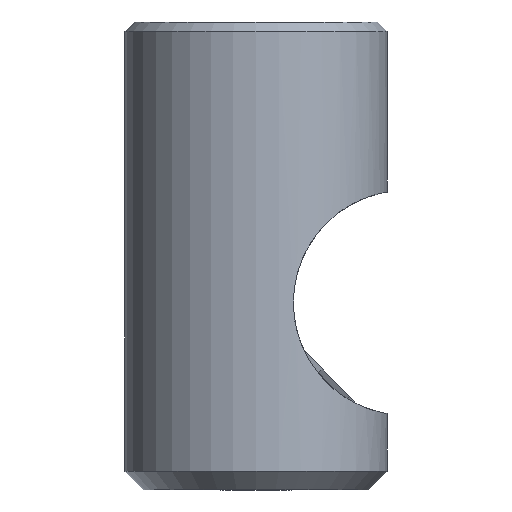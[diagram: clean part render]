
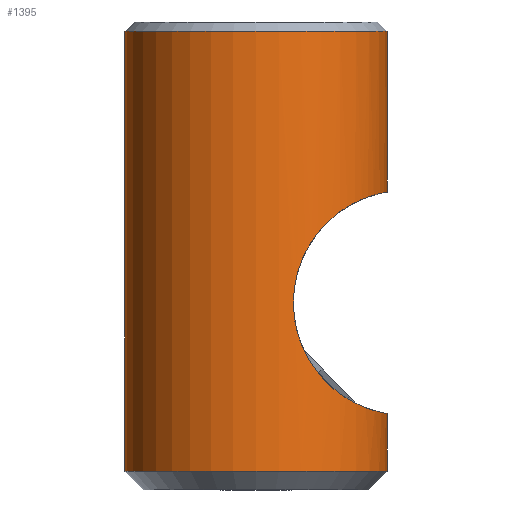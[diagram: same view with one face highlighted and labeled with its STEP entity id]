
A CAD part, front view. The second image highlights one B-rep face of the part: STEP entity #1395.
In plain terms, the highlighted cylindrical face has radius 7 mm (diameter 14 mm), a partial arc.
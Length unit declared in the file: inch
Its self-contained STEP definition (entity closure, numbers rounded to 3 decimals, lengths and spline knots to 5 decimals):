
#9 = CARTESIAN_POINT ( 'NONE',  ( 0.155, -0.22802, -0.17404 ) ) ;
#48 = CARTESIAN_POINT ( 'NONE',  ( 0.2415, -0.13424, 0.22468 ) ) ;
#75 = CARTESIAN_POINT ( 'NONE',  ( 0.1128, -0.2515, 0.12258 ) ) ;
#275 = EDGE_CURVE ( 'NONE', #4546, #1888, #4798, .T. ) ;
#333 = EDGE_CURVE ( 'NONE', #1426, #1888, #1869, .T. ) ;
#336 = CARTESIAN_POINT ( 'NONE',  ( 0.20815, -0.18168, -0.21108 ) ) ;
#410 = DIRECTION ( 'NONE',  ( 0., 0., 1. ) ) ;
#437 = CARTESIAN_POINT ( 'NONE',  ( 0.10373, -0.25538, -0.10619 ) ) ;
#477 = CARTESIAN_POINT ( 'NONE',  ( 0.20741, -0.18172, 0.21044 ) ) ;
#506 = CARTESIAN_POINT ( 'NONE',  ( 0.2734, -0.04004, 0.23258 ) ) ;
#542 = CARTESIAN_POINT ( 'NONE',  ( 0.14779, -0.23272, 0.16716 ) ) ;
#798 = B_SPLINE_CURVE_WITH_KNOTS ( 'NONE', 3,
 ( #3403, #2308, #4334, #6396, #3341, #5398, #4897, #336, #4615, #4513, #3502, #9, #4646, #1012, #4998, #3108, #3541, #437, #2010, #2616, #2577, #6067, #6035, #5530, #973, #3011, #4545, #937, #5631, #2081, #2546, #75, #2978, #5071, #3045, #542, #3074, #4577, #5138, #2483, #2108, #477, #4112, #6567, #48, #4138, #6166, #6104, #6539, #506, #1982, #1613 ),
 .UNSPECIFIED., .F., .F.,
 ( 4, 2, 2, 2, 2, 2, 2, 2, 2, 2, 2, 2, 2, 2, 2, 2, 2, 2, 2, 2, 2, 2, 2, 2, 2, 4 ),
 ( 0., 0.00151, 0.00303, 0.00454, 0.00606, 0.00681, 0.00757, 0.00833, 0.00908, 0.00984, 0.0106, 0.01135, 0.01211, 0.01287, 0.01362, 0.01514, 0.0159, 0.01665, 0.01741, 0.01817, 0.01892, 0.01968, 0.02119, 0.02195, 0.02271, 0.02422 ),
 .UNSPECIFIED. ) ;
#860 = DIRECTION ( 'NONE',  ( 0., 0., -1. ) ) ;
#929 = CARTESIAN_POINT ( 'NONE',  ( 0., 0., 0.57087 ) ) ;
#937 = CARTESIAN_POINT ( 'NONE',  ( 0.08184, -0.26316, 0.03942 ) ) ;
#973 = CARTESIAN_POINT ( 'NONE',  ( 0.07875, -0.2641, -0.01025 ) ) ;
#1012 = CARTESIAN_POINT ( 'NONE',  ( 0.1359, -0.23986, -0.15435 ) ) ;
#1047 = DIRECTION ( 'NONE',  ( 0., 0., 1. ) ) ;
#1110 = ORIENTED_EDGE ( 'NONE', *, *, #4090, .T. ) ;
#1203 = DIRECTION ( 'NONE',  ( 1., 0., 0. ) ) ;
#1359 = EDGE_CURVE ( 'NONE', #1426, #2254, #3544, .T. ) ;
#1395 = ADVANCED_FACE ( 'NONE', ( #2176 ), #6205, .T. ) ;
#1426 = VERTEX_POINT ( 'NONE', #1707 ) ;
#1613 = CARTESIAN_POINT ( 'NONE',  ( 0.27559, 0., 0.23292 ) ) ;
#1707 = CARTESIAN_POINT ( 'NONE',  ( -0.27559, 0., -0.35433 ) ) ;
#1869 = LINE ( 'NONE', #4924, #6184 ) ;
#1888 = VERTEX_POINT ( 'NONE', #3185 ) ;
#1982 = CARTESIAN_POINT ( 'NONE',  ( 0.27559, -0.02017, 0.23292 ) ) ;
#2010 = CARTESIAN_POINT ( 'NONE',  ( 0.09944, -0.25705, -0.09722 ) ) ;
#2081 = CARTESIAN_POINT ( 'NONE',  ( 0.09123, -0.2601, 0.07839 ) ) ;
#2108 = CARTESIAN_POINT ( 'NONE',  ( 0.19449, -0.19548, 0.20333 ) ) ;
#2142 = DIRECTION ( 'NONE',  ( 0., 0., 1. ) ) ;
#2176 = FACE_OUTER_BOUND ( 'NONE', #5360, .T. ) ;
#2254 = VERTEX_POINT ( 'NONE', #6111 ) ;
#2308 = CARTESIAN_POINT ( 'NONE',  ( 0.27559, -0.02014, -0.23292 ) ) ;
#2405 = CARTESIAN_POINT ( 'NONE',  ( 0.27559, 0., 0.98961 ) ) ;
#2483 = CARTESIAN_POINT ( 'NONE',  ( 0.18785, -0.20184, 0.19927 ) ) ;
#2546 = CARTESIAN_POINT ( 'NONE',  ( 0.09855, -0.25758, 0.09671 ) ) ;
#2577 = CARTESIAN_POINT ( 'NONE',  ( 0.08891, -0.26087, -0.06927 ) ) ;
#2616 = CARTESIAN_POINT ( 'NONE',  ( 0.09202, -0.25981, -0.07871 ) ) ;
#2633 = VERTEX_POINT ( 'NONE', #5080 ) ;
#2939 = DIRECTION ( 'NONE',  ( 1., 0., 0. ) ) ;
#2978 = CARTESIAN_POINT ( 'NONE',  ( 0.11807, -0.2491, 0.13086 ) ) ;
#2987 = LINE ( 'NONE', #4013, #4470 ) ;
#3011 = CARTESIAN_POINT ( 'NONE',  ( 0.07873, -0.26411, 0.00969 ) ) ;
#3045 = CARTESIAN_POINT ( 'NONE',  ( 0.13525, -0.24023, 0.15359 ) ) ;
#3074 = CARTESIAN_POINT ( 'NONE',  ( 0.15443, -0.2284, 0.17352 ) ) ;
#3108 = CARTESIAN_POINT ( 'NONE',  ( 0.11845, -0.24892, -0.13143 ) ) ;
#3185 = CARTESIAN_POINT ( 'NONE',  ( -0.27559, 0., 0.57087 ) ) ;
#3274 = CARTESIAN_POINT ( 'NONE',  ( 0., 0., 0.98961 ) ) ;
#3341 = CARTESIAN_POINT ( 'NONE',  ( 0.25834, -0.09797, -0.2295 ) ) ;
#3403 = CARTESIAN_POINT ( 'NONE',  ( 0.27559, 0., -0.23292 ) ) ;
#3502 = CARTESIAN_POINT ( 'NONE',  ( 0.1683, -0.21839, -0.18538 ) ) ;
#3541 = CARTESIAN_POINT ( 'NONE',  ( 0.11322, -0.25131, -0.12327 ) ) ;
#3544 = CIRCLE ( 'NONE', #6405, 0.27559 ) ;
#3629 = ORIENTED_EDGE ( 'NONE', *, *, #4707, .T. ) ;
#3832 = EDGE_CURVE ( 'NONE', #5467, #2633, #798, .T. ) ;
#3986 = CARTESIAN_POINT ( 'NONE',  ( 0.27559, 0., -0.23292 ) ) ;
#4013 = CARTESIAN_POINT ( 'NONE',  ( 0.27559, 0., 0.98961 ) ) ;
#4090 = EDGE_CURVE ( 'NONE', #2254, #5467, #4927, .T. ) ;
#4112 = CARTESIAN_POINT ( 'NONE',  ( 0.21358, -0.17443, 0.21345 ) ) ;
#4138 = CARTESIAN_POINT ( 'NONE',  ( 0.25405, -0.10726, 0.22827 ) ) ;
#4334 = CARTESIAN_POINT ( 'NONE',  ( 0.27341, -0.03992, -0.23258 ) ) ;
#4470 = VECTOR ( 'NONE', #410, 39.37008 ) ;
#4513 = CARTESIAN_POINT ( 'NONE',  ( 0.17514, -0.21297, -0.19057 ) ) ;
#4545 = CARTESIAN_POINT ( 'NONE',  ( 0.07935, -0.26392, 0.01963 ) ) ;
#4546 = VERTEX_POINT ( 'NONE', #5703 ) ;
#4577 = CARTESIAN_POINT ( 'NONE',  ( 0.16779, -0.21878, 0.18498 ) ) ;
#4615 = CARTESIAN_POINT ( 'NONE',  ( 0.19526, -0.1953, -0.20429 ) ) ;
#4646 = CARTESIAN_POINT ( 'NONE',  ( 0.14849, -0.23228, -0.16785 ) ) ;
#4707 = EDGE_CURVE ( 'NONE', #2633, #4546, #2987, .T. ) ;
#4732 = ORIENTED_EDGE ( 'NONE', *, *, #1359, .T. ) ;
#4798 = CIRCLE ( 'NONE', #5541, 0.27559 ) ;
#4897 = CARTESIAN_POINT ( 'NONE',  ( 0.23166, -0.15054, -0.22142 ) ) ;
#4924 = CARTESIAN_POINT ( 'NONE',  ( -0.27559, 0., 0.98961 ) ) ;
#4927 = LINE ( 'NONE', #2405, #6206 ) ;
#4957 = DIRECTION ( 'NONE',  ( 0., 0., 1. ) ) ;
#4998 = CARTESIAN_POINT ( 'NONE',  ( 0.12978, -0.2432, -0.14697 ) ) ;
#5071 = CARTESIAN_POINT ( 'NONE',  ( 0.12928, -0.24347, 0.14634 ) ) ;
#5080 = CARTESIAN_POINT ( 'NONE',  ( 0.27559, 0., 0.23292 ) ) ;
#5138 = CARTESIAN_POINT ( 'NONE',  ( 0.17451, -0.21348, 0.1901 ) ) ;
#5142 = AXIS2_PLACEMENT_3D ( 'NONE', #3274, #2142, #1203 ) ;
#5360 = EDGE_LOOP ( 'NONE', ( #5466, #4732, #1110, #6178, #3629, #6056 ) ) ;
#5398 = CARTESIAN_POINT ( 'NONE',  ( 0.24176, -0.13377, -0.22476 ) ) ;
#5466 = ORIENTED_EDGE ( 'NONE', *, *, #333, .F. ) ;
#5467 = VERTEX_POINT ( 'NONE', #3986 ) ;
#5530 = CARTESIAN_POINT ( 'NONE',  ( 0.0794, -0.26391, -0.02032 ) ) ;
#5541 = AXIS2_PLACEMENT_3D ( 'NONE', #929, #860, #2939 ) ;
#5601 = CARTESIAN_POINT ( 'NONE',  ( 0., 0., -0.35433 ) ) ;
#5631 = CARTESIAN_POINT ( 'NONE',  ( 0.08374, -0.26257, 0.04936 ) ) ;
#5703 = CARTESIAN_POINT ( 'NONE',  ( 0.27559, 0., 0.57087 ) ) ;
#5958 = DIRECTION ( 'NONE',  ( 0., 0., 1. ) ) ;
#6035 = CARTESIAN_POINT ( 'NONE',  ( 0.08198, -0.26312, -0.04025 ) ) ;
#6056 = ORIENTED_EDGE ( 'NONE', *, *, #275, .T. ) ;
#6067 = CARTESIAN_POINT ( 'NONE',  ( 0.08389, -0.26253, -0.05004 ) ) ;
#6104 = CARTESIAN_POINT ( 'NONE',  ( 0.26417, -0.07914, 0.23072 ) ) ;
#6111 = CARTESIAN_POINT ( 'NONE',  ( 0.27559, 0., -0.35433 ) ) ;
#6139 = DIRECTION ( 'NONE',  ( 1., 0., 0. ) ) ;
#6166 = CARTESIAN_POINT ( 'NONE',  ( 0.25775, -0.09804, 0.22921 ) ) ;
#6178 = ORIENTED_EDGE ( 'NONE', *, *, #3832, .T. ) ;
#6184 = VECTOR ( 'NONE', #4957, 39.37008 ) ;
#6205 = CYLINDRICAL_SURFACE ( 'NONE', #5142, 0.27559 ) ;
#6206 = VECTOR ( 'NONE', #5958, 39.37008 ) ;
#6396 = CARTESIAN_POINT ( 'NONE',  ( 0.26485, -0.07874, -0.23089 ) ) ;
#6405 = AXIS2_PLACEMENT_3D ( 'NONE', #5601, #1047, #6139 ) ;
#6539 = CARTESIAN_POINT ( 'NONE',  ( 0.26689, -0.06942, 0.23129 ) ) ;
#6567 = CARTESIAN_POINT ( 'NONE',  ( 0.23109, -0.15139, 0.2212 ) ) ;
